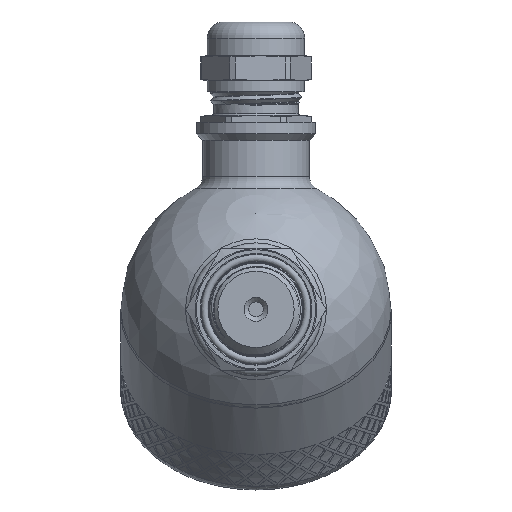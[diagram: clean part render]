
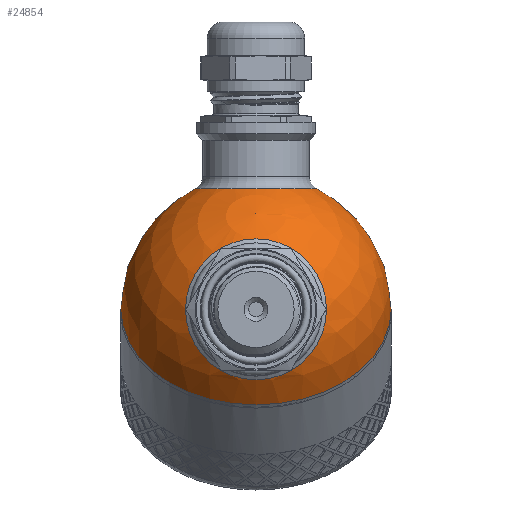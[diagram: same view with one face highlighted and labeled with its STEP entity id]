
A CAD part, left-side view. The second image highlights one B-rep face of the part: STEP entity #24854.
In plain terms, the highlighted spherical face has radius 30 mm.
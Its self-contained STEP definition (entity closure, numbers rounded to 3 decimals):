
#136=SPHERICAL_SURFACE('',#26449,30.);
#210=FACE_BOUND('',#3717,.T.);
#211=FACE_BOUND('',#3718,.T.);
#2082=FACE_OUTER_BOUND('',#3716,.T.);
#3716=EDGE_LOOP('',(#17951,#17952,#17953,#17954));
#3717=EDGE_LOOP('',(#17955));
#3718=EDGE_LOOP('',(#17956));
#5238=CIRCLE('',#26372,30.);
#5239=CIRCLE('',#26373,30.);
#5266=CIRCLE('',#26445,13.5);
#5269=CIRCLE('',#26450,30.);
#5270=CIRCLE('',#26451,15.643);
#9670=VERTEX_POINT('',#34303);
#9671=VERTEX_POINT('',#34305);
#10146=VERTEX_POINT('',#40367);
#10148=VERTEX_POINT('',#40374);
#10149=VERTEX_POINT('',#40376);
#12351=EDGE_CURVE('',#9670,#9671,#5238,.T.);
#12352=EDGE_CURVE('',#9671,#9670,#5239,.T.);
#13067=EDGE_CURVE('',#10146,#10146,#5266,.T.);
#13070=EDGE_CURVE('',#9671,#10148,#5269,.T.);
#13071=EDGE_CURVE('',#10149,#10149,#5270,.T.);
#17951=ORIENTED_EDGE('',*,*,#12352,.F.);
#17952=ORIENTED_EDGE('',*,*,#13070,.T.);
#17953=ORIENTED_EDGE('',*,*,#13070,.F.);
#17954=ORIENTED_EDGE('',*,*,#12351,.F.);
#17955=ORIENTED_EDGE('',*,*,#13071,.F.);
#17956=ORIENTED_EDGE('',*,*,#13067,.F.);
#24854=ADVANCED_FACE('',(#2082,#210,#211),#136,.T.);
#26372=AXIS2_PLACEMENT_3D('',#34306,#27795,#27796);
#26373=AXIS2_PLACEMENT_3D('',#34307,#27797,#27798);
#26445=AXIS2_PLACEMENT_3D('',#40368,#28193,#28194);
#26449=AXIS2_PLACEMENT_3D('',#40373,#28201,#28202);
#26450=AXIS2_PLACEMENT_3D('',#40375,#28203,#28204);
#26451=AXIS2_PLACEMENT_3D('',#40377,#28205,#28206);
#27795=DIRECTION('center_axis',(1.,0.,0.));
#27796=DIRECTION('ref_axis',(0.,1.,0.));
#27797=DIRECTION('center_axis',(1.,0.,0.));
#27798=DIRECTION('ref_axis',(0.,1.,0.));
#28193=DIRECTION('center_axis',(-0.707,0.,-0.707));
#28194=DIRECTION('ref_axis',(-0.707,0.,0.707));
#28201=DIRECTION('center_axis',(1.,0.,0.));
#28202=DIRECTION('ref_axis',(0.,-1.,0.));
#28203=DIRECTION('center_axis',(0.,0.,1.));
#28204=DIRECTION('ref_axis',(0.,1.,0.));
#28205=DIRECTION('center_axis',(-0.707,0.,0.707));
#28206=DIRECTION('ref_axis',(0.707,0.,0.707));
#34303=CARTESIAN_POINT('',(0.,-30.,0.));
#34305=CARTESIAN_POINT('',(0.,30.,0.));
#34306=CARTESIAN_POINT('Origin',(0.,0.,0.));
#34307=CARTESIAN_POINT('Origin',(0.,0.,0.));
#40367=CARTESIAN_POINT('',(-9.398,0.,-28.49));
#40368=CARTESIAN_POINT('Origin',(-18.944,0.,-18.944));
#40373=CARTESIAN_POINT('Origin',(0.,0.,0.));
#40374=CARTESIAN_POINT('',(-30.,0.,0.));
#40375=CARTESIAN_POINT('Origin',(0.,0.,0.));
#40376=CARTESIAN_POINT('',(-29.162,0.,7.04));
#40377=CARTESIAN_POINT('Origin',(-18.101,0.,18.101));
